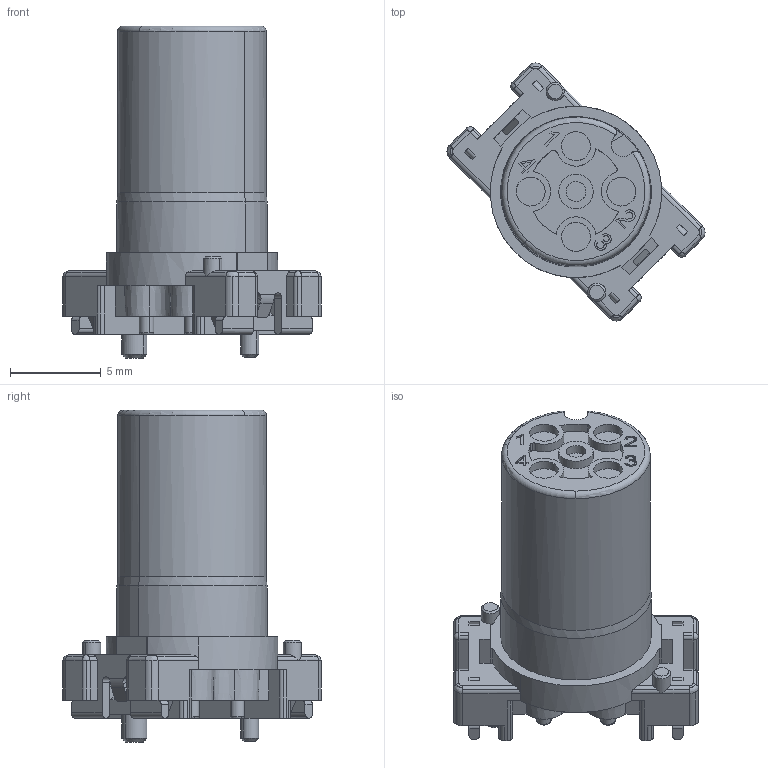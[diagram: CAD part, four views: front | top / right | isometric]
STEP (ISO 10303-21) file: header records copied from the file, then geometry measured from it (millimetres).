
FILE_DESCRIPTION(('CATIA V5 STEP Exchange','CAx-IF Rec.Pracs.--- Model Styling and Organization---1.4--- 2014-01-23'),'2;1');
FILE_NAME ('030267-2_0', '2021-10-20T07:17:51+00:00', ('none'), ('Weidmueller'), 'CATIA Version 5-6 Release 2016 SP3 HF44', 'CATIA V5 STEP AP214', 'none');
FILE_SCHEMA(('AUTOMOTIVE_DESIGN { 1 0 10303 214 1 1 1 1 }'));
Length unit declared in the file: millimetre
Products named in the file (1): 2422120000
Bounding box: 14.22 x 14.22 x 18.3 mm (x, y, z)
Volume: 949.5 mm3; surface area: 818 mm2
Topology: 6 solids, 6 shells, 382 faces, 1069 edges, 704 vertices
Faces by surface type: plane 156, cylinder 150, bspline 47, cone 13, torus 12, sphere 4
Entity records: 13643 total; most frequent: CARTESIAN_POINT 4511, ORIENTED_EDGE 2130, DIRECTION 1458, EDGE_CURVE 1065, VERTEX_POINT 704, AXIS2_PLACEMENT_3D 605, VECTOR 524, LINE 524
